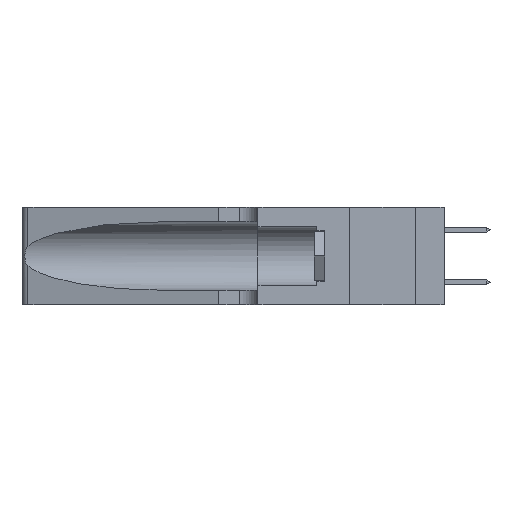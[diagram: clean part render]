
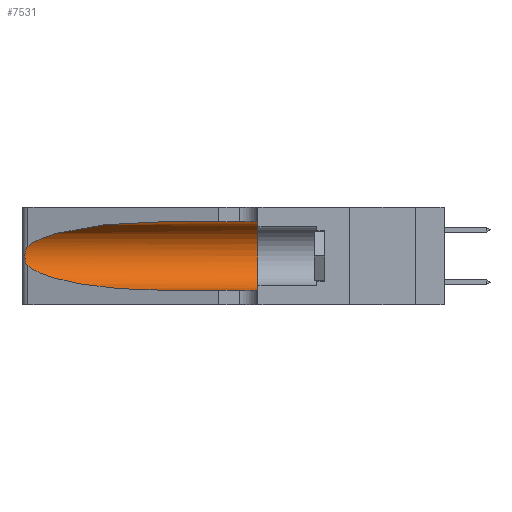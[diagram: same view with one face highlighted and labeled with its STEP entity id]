
A CAD part, left-side view. The second image highlights one B-rep face of the part: STEP entity #7531.
In plain terms, the highlighted cylindrical face has radius 3.308 mm (diameter 6.617 mm), a partial arc.
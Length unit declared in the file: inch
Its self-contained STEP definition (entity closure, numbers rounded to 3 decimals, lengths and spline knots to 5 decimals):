
#609 = B_SPLINE_CURVE_WITH_KNOTS ( 'NONE', 3,
 ( #9355, #15574, #15647, #6222, #17284, #7832, #18873, #9429, #20404, #10986, #1529, #12552, #3112, #14140 ),
 .UNSPECIFIED., .F., .F.,
 ( 4, 2, 2, 2, 2, 2, 4 ),
 ( 0., 0.00027, 0.00053, 0.00107, 0.0016, 0.00187, 0.00214 ),
 .UNSPECIFIED. ) ;
#989 = CARTESIAN_POINT ( 'NONE',  ( 0.25487, 1.22718, 0.22369 ) ) ;
#1529 = CARTESIAN_POINT ( 'NONE',  ( 0.25789, 1.23486, 0.15765 ) ) ;
#1966 = CARTESIAN_POINT ( 'NONE',  ( 0.25487, 1.22718, 0.22369 ) ) ;
#2678 = EDGE_LOOP ( 'NONE', ( #9036, #13108, #9525, #6431, #14281, #11359 ) ) ;
#3112 = CARTESIAN_POINT ( 'NONE',  ( 0.25555, 1.22993, 0.14849 ) ) ;
#3320 = CARTESIAN_POINT ( 'NONE',  ( 0.1305, 0.35, 0.05475 ) ) ;
#4215 = DIRECTION ( 'NONE',  ( 0., 1., 0. ) ) ;
#5000 = CARTESIAN_POINT ( 'NONE',  ( 0.1305, 0.72297, 0.31525 ) ) ;
#5440 = CARTESIAN_POINT ( 'NONE',  ( 0.1305, 1.61858, 0.185 ) ) ;
#5479 = CARTESIAN_POINT ( 'NONE',  ( 0.1305, 1.61858, 0.31525 ) ) ;
#6222 = CARTESIAN_POINT ( 'NONE',  ( 0.25787, 1.23484, 0.2124 ) ) ;
#6431 = ORIENTED_EDGE ( 'NONE', *, *, #10487, .T. ) ;
#7004 =( BOUNDED_CURVE ( )  B_SPLINE_CURVE ( 3, ( #5000, #19308, #11430, #1966 ),
 .UNSPECIFIED., .F., .F. ) 
 B_SPLINE_CURVE_WITH_KNOTS ( ( 4, 4 ),
 ( 1.5708, 2.84003 ),
 .UNSPECIFIED. ) 
 CURVE ( )  GEOMETRIC_REPRESENTATION_ITEM ( )  RATIONAL_B_SPLINE_CURVE ( ( 1., 0.87, 0.87, 1. ) ) 
 REPRESENTATION_ITEM ( '' )  );
#7266 = VECTOR ( 'NONE', #16413, 39.37008 ) ;
#7309 = CARTESIAN_POINT ( 'NONE',  ( 0.1305, 0.72297, 0.05475 ) ) ;
#7531 = ADVANCED_FACE ( 'NONE', ( #16312 ), #15791, .F. ) ;
#7832 = CARTESIAN_POINT ( 'NONE',  ( 0.26018, 1.23835, 0.19895 ) ) ;
#8573 = CARTESIAN_POINT ( 'NONE',  ( 0.1305, 1.61858, 0.05475 ) ) ;
#8647 = DIRECTION ( 'NONE',  ( 0., -1., 0. ) ) ;
#8743 = VERTEX_POINT ( 'NONE', #989 ) ;
#8954 = CARTESIAN_POINT ( 'NONE',  ( 0.1305, 0.72297, 0.31525 ) ) ;
#9036 = ORIENTED_EDGE ( 'NONE', *, *, #11012, .T. ) ;
#9355 = CARTESIAN_POINT ( 'NONE',  ( 0.25487, 1.22718, 0.22369 ) ) ;
#9429 = CARTESIAN_POINT ( 'NONE',  ( 0.26075, 1.23896, 0.178 ) ) ;
#9460 = VERTEX_POINT ( 'NONE', #12349 ) ;
#9525 = ORIENTED_EDGE ( 'NONE', *, *, #13776, .T. ) ;
#10383 = CARTESIAN_POINT ( 'NONE',  ( 0.1305, 0.35, 0.31525 ) ) ;
#10424 = CARTESIAN_POINT ( 'NONE',  ( 0.25487, 1.22718, 0.14631 ) ) ;
#10487 = EDGE_CURVE ( 'NONE', #9460, #16246, #11459, .T. ) ;
#10654 = CARTESIAN_POINT ( 'NONE',  ( 0.25487, 1.22718, 0.14631 ) ) ;
#10986 = CARTESIAN_POINT ( 'NONE',  ( 0.25856, 1.23593, 0.16098 ) ) ;
#11012 = EDGE_CURVE ( 'NONE', #11291, #8743, #7004, .T. ) ;
#11195 = AXIS2_PLACEMENT_3D ( 'NONE', #5440, #8647, #19664 ) ;
#11291 = VERTEX_POINT ( 'NONE', #8954 ) ;
#11359 = ORIENTED_EDGE ( 'NONE', *, *, #14309, .F. ) ;
#11430 = CARTESIAN_POINT ( 'NONE',  ( 0.2373, 1.15595, 0.28018 ) ) ;
#11459 = LINE ( 'NONE', #8573, #7266 ) ;
#11977 = CARTESIAN_POINT ( 'NONE',  ( 0.2373, 1.15595, 0.08982 ) ) ;
#12281 = CIRCLE ( 'NONE', #12565, 0.13025 ) ;
#12349 = CARTESIAN_POINT ( 'NONE',  ( 0.1305, 0.72297, 0.05475 ) ) ;
#12552 = CARTESIAN_POINT ( 'NONE',  ( 0.25639, 1.23186, 0.15144 ) ) ;
#12565 = AXIS2_PLACEMENT_3D ( 'NONE', #13682, #4215, #15245 ) ;
#13108 = ORIENTED_EDGE ( 'NONE', *, *, #16145, .T. ) ;
#13682 = CARTESIAN_POINT ( 'NONE',  ( 0.1305, 0.35, 0.185 ) ) ;
#13776 = EDGE_CURVE ( 'NONE', #16022, #9460, #20332, .T. ) ;
#14140 = CARTESIAN_POINT ( 'NONE',  ( 0.25487, 1.22718, 0.14631 ) ) ;
#14281 = ORIENTED_EDGE ( 'NONE', *, *, #14981, .F. ) ;
#14309 = EDGE_CURVE ( 'NONE', #11291, #14923, #16257, .T. ) ;
#14912 = DIRECTION ( 'NONE',  ( 0., -1., 0. ) ) ;
#14923 = VERTEX_POINT ( 'NONE', #10383 ) ;
#14981 = EDGE_CURVE ( 'NONE', #14923, #16246, #12281, .T. ) ;
#15245 = DIRECTION ( 'NONE',  ( 0., 0., 1. ) ) ;
#15574 = CARTESIAN_POINT ( 'NONE',  ( 0.25555, 1.22994, 0.2215 ) ) ;
#15647 = CARTESIAN_POINT ( 'NONE',  ( 0.25639, 1.23184, 0.21858 ) ) ;
#15738 = VECTOR ( 'NONE', #14912, 39.37008 ) ;
#15791 = CYLINDRICAL_SURFACE ( 'NONE', #11195, 0.13025 ) ;
#16022 = VERTEX_POINT ( 'NONE', #10654 ) ;
#16145 = EDGE_CURVE ( 'NONE', #8743, #16022, #609, .T. ) ;
#16246 = VERTEX_POINT ( 'NONE', #3320 ) ;
#16257 = LINE ( 'NONE', #5479, #15738 ) ;
#16312 = FACE_OUTER_BOUND ( 'NONE', #2678, .T. ) ;
#16413 = DIRECTION ( 'NONE',  ( 0., -1., 0. ) ) ;
#16753 = CARTESIAN_POINT ( 'NONE',  ( 0.18966, 0.96281, 0.05475 ) ) ;
#17284 = CARTESIAN_POINT ( 'NONE',  ( 0.25854, 1.2359, 0.20912 ) ) ;
#18873 = CARTESIAN_POINT ( 'NONE',  ( 0.26075, 1.23896, 0.19203 ) ) ;
#19308 = CARTESIAN_POINT ( 'NONE',  ( 0.18966, 0.96281, 0.31525 ) ) ;
#19664 = DIRECTION ( 'NONE',  ( 0., 0., -1. ) ) ;
#20332 =( BOUNDED_CURVE ( )  B_SPLINE_CURVE ( 3, ( #10424, #11977, #16753, #7309 ),
 .UNSPECIFIED., .F., .F. ) 
 B_SPLINE_CURVE_WITH_KNOTS ( ( 4, 4 ),
 ( 3.44316, 4.71239 ),
 .UNSPECIFIED. ) 
 CURVE ( )  GEOMETRIC_REPRESENTATION_ITEM ( )  RATIONAL_B_SPLINE_CURVE ( ( 1., 0.87, 0.87, 1. ) ) 
 REPRESENTATION_ITEM ( '' )  );
#20404 = CARTESIAN_POINT ( 'NONE',  ( 0.26017, 1.23833, 0.17102 ) ) ;
